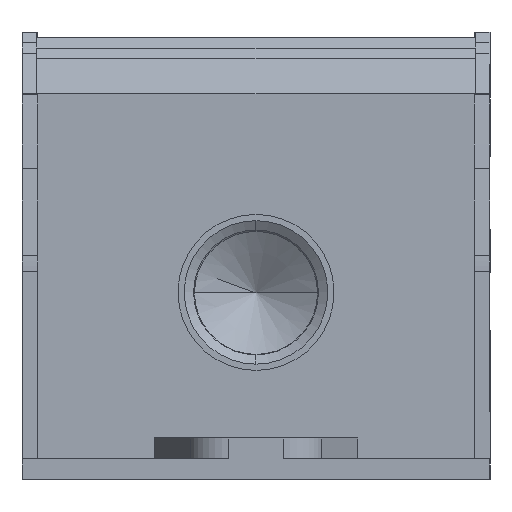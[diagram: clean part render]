
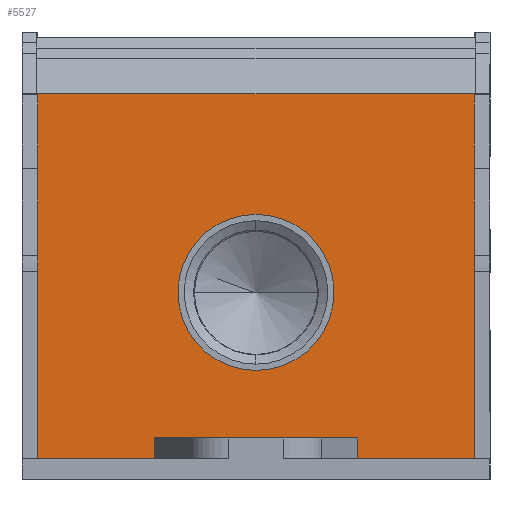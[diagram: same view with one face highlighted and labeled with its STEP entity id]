
A CAD part, left-side view. The second image highlights one B-rep face of the part: STEP entity #5527.
In plain terms, the highlighted planar face has unit normal (-1, 0, 0).
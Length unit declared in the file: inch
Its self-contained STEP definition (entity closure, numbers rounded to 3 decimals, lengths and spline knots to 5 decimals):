
#65 = VECTOR ( 'NONE', #2794, 39.37008 ) ;
#138 = CARTESIAN_POINT ( 'NONE',  ( -1.93898, 0.59055, 0.70866 ) ) ;
#327 = CARTESIAN_POINT ( 'NONE',  ( -1.93898, 0.05906, 0.07874 ) ) ;
#369 = ORIENTED_EDGE ( 'NONE', *, *, #2999, .F. ) ;
#390 = EDGE_CURVE ( 'NONE', #7685, #6734, #1156, .T. ) ;
#434 = LINE ( 'NONE', #656, #7953 ) ;
#459 = EDGE_CURVE ( 'NONE', #10790, #2248, #3529, .T. ) ;
#630 = VERTEX_POINT ( 'NONE', #2333 ) ;
#656 = CARTESIAN_POINT ( 'NONE',  ( -1.93898, 0.05512, 0. ) ) ;
#820 = DIRECTION ( 'NONE',  ( -1., 0., 0. ) ) ;
#826 = CARTESIAN_POINT ( 'NONE',  ( -1.93898, 1.7126, 0.07874 ) ) ;
#987 = CARTESIAN_POINT ( 'NONE',  ( -1.93898, 1.71654, 1.44902 ) ) ;
#1055 = LINE ( 'NONE', #8964, #3219 ) ;
#1105 = AXIS2_PLACEMENT_3D ( 'NONE', #6619, #4811, #2230 ) ;
#1148 = VERTEX_POINT ( 'NONE', #4335 ) ;
#1156 = LINE ( 'NONE', #8890, #5646 ) ;
#1229 = DIRECTION ( 'NONE',  ( 0., 0., -1. ) ) ;
#1247 = VECTOR ( 'NONE', #5904, 39.37008 ) ;
#1394 = EDGE_CURVE ( 'NONE', #6214, #7685, #1558, .T. ) ;
#1426 = EDGE_CURVE ( 'NONE', #9176, #630, #434, .T. ) ;
#1558 = LINE ( 'NONE', #4943, #7597 ) ;
#1634 = ORIENTED_EDGE ( 'NONE', *, *, #459, .F. ) ;
#1659 = CARTESIAN_POINT ( 'NONE',  ( -1.93898, 1.7126, 0. ) ) ;
#1825 = AXIS2_PLACEMENT_3D ( 'NONE', #9969, #2807, #5721 ) ;
#1836 = EDGE_CURVE ( 'NONE', #3908, #2827, #5811, .T. ) ;
#1841 = CARTESIAN_POINT ( 'NONE',  ( -1.93898, 1.27165, 0.15748 ) ) ;
#2029 = CARTESIAN_POINT ( 'NONE',  ( -1.93898, 0.5, 0.15748 ) ) ;
#2230 = DIRECTION ( 'NONE',  ( 0., 1., 0. ) ) ;
#2246 = ORIENTED_EDGE ( 'NONE', *, *, #2600, .F. ) ;
#2248 = VERTEX_POINT ( 'NONE', #9278 ) ;
#2333 = CARTESIAN_POINT ( 'NONE',  ( -1.93898, 0.05512, 1.45669 ) ) ;
#2454 = DIRECTION ( 'NONE',  ( 0., 1., 0. ) ) ;
#2513 = LINE ( 'NONE', #10994, #4671 ) ;
#2600 = EDGE_CURVE ( 'NONE', #8418, #1148, #10674, .T. ) ;
#2794 = DIRECTION ( 'NONE',  ( 0., 0., 1. ) ) ;
#2807 = DIRECTION ( 'NONE',  ( -1., 0., 0. ) ) ;
#2827 = VERTEX_POINT ( 'NONE', #6983 ) ;
#2931 = DIRECTION ( 'NONE',  ( 0., 1., 0. ) ) ;
#2999 = EDGE_CURVE ( 'NONE', #2827, #3908, #7239, .T. ) ;
#3177 = FACE_BOUND ( 'NONE', #7177, .T. ) ;
#3203 = ORIENTED_EDGE ( 'NONE', *, *, #1426, .F. ) ;
#3219 = VECTOR ( 'NONE', #1229, 39.37008 ) ;
#3350 = CARTESIAN_POINT ( 'NONE',  ( -1.93898, 0.88583, 0.70866 ) ) ;
#3520 = EDGE_CURVE ( 'NONE', #7128, #8418, #1055, .T. ) ;
#3529 = LINE ( 'NONE', #987, #65 ) ;
#3652 = VECTOR ( 'NONE', #7033, 39.37008 ) ;
#3706 = EDGE_CURVE ( 'NONE', #630, #7128, #8612, .T. ) ;
#3781 = EDGE_CURVE ( 'NONE', #10790, #5920, #2513, .T. ) ;
#3908 = VERTEX_POINT ( 'NONE', #138 ) ;
#4205 = DIRECTION ( 'NONE',  ( 0., 0., 1. ) ) ;
#4335 = CARTESIAN_POINT ( 'NONE',  ( -1.93898, 0.5, 0.07874 ) ) ;
#4364 = AXIS2_PLACEMENT_3D ( 'NONE', #3350, #820, #8487 ) ;
#4574 = CARTESIAN_POINT ( 'NONE',  ( -1.93898, 0.82264, 0.07874 ) ) ;
#4671 = VECTOR ( 'NONE', #7662, 39.37008 ) ;
#4811 = DIRECTION ( 'NONE',  ( 1., 0., 0. ) ) ;
#4912 = ORIENTED_EDGE ( 'NONE', *, *, #7911, .F. ) ;
#4943 = CARTESIAN_POINT ( 'NONE',  ( -1.93898, 1.31024, 0.15748 ) ) ;
#5015 = EDGE_CURVE ( 'NONE', #2248, #9176, #9695, .T. ) ;
#5269 = DIRECTION ( 'NONE',  ( 0., 0., -1. ) ) ;
#5527 = ADVANCED_FACE ( 'NONE', ( #3177, #10026 ), #6574, .F. ) ;
#5646 = VECTOR ( 'NONE', #5269, 39.37008 ) ;
#5721 = DIRECTION ( 'NONE',  ( 0., 1., 0. ) ) ;
#5789 = CARTESIAN_POINT ( 'NONE',  ( -1.93898, 0.5, 0. ) ) ;
#5811 = CIRCLE ( 'NONE', #4364, 0.29528 ) ;
#5904 = DIRECTION ( 'NONE',  ( 0., 1., 0. ) ) ;
#5920 = VERTEX_POINT ( 'NONE', #10629 ) ;
#6193 = CARTESIAN_POINT ( 'NONE',  ( -1.93898, 0., 1.46063 ) ) ;
#6214 = VERTEX_POINT ( 'NONE', #2029 ) ;
#6346 = VECTOR ( 'NONE', #2931, 39.37008 ) ;
#6574 = PLANE ( 'NONE',  #1105 ) ;
#6619 = CARTESIAN_POINT ( 'NONE',  ( -1.93898, 0., 0. ) ) ;
#6734 = VERTEX_POINT ( 'NONE', #10247 ) ;
#6983 = CARTESIAN_POINT ( 'NONE',  ( -1.93898, 1.1811, 0.70866 ) ) ;
#7005 = ORIENTED_EDGE ( 'NONE', *, *, #1394, .F. ) ;
#7033 = DIRECTION ( 'NONE',  ( 0., -1., 0. ) ) ;
#7128 = VERTEX_POINT ( 'NONE', #8982 ) ;
#7174 = ORIENTED_EDGE ( 'NONE', *, *, #3781, .T. ) ;
#7177 = EDGE_LOOP ( 'NONE', ( #369, #8298 ) ) ;
#7239 = CIRCLE ( 'NONE', #1825, 0.29528 ) ;
#7347 = ORIENTED_EDGE ( 'NONE', *, *, #3706, .F. ) ;
#7519 = EDGE_LOOP ( 'NONE', ( #1634, #7174, #10238, #4912, #10296, #7005, #10998, #2246, #10230, #7347, #3203, #8346 ) ) ;
#7586 = LINE ( 'NONE', #10202, #8171 ) ;
#7597 = VECTOR ( 'NONE', #9182, 39.37008 ) ;
#7662 = DIRECTION ( 'NONE',  ( 0., -1., 0. ) ) ;
#7685 = VERTEX_POINT ( 'NONE', #1841 ) ;
#7911 = EDGE_CURVE ( 'NONE', #6734, #9151, #7586, .T. ) ;
#7953 = VECTOR ( 'NONE', #9133, 39.37008 ) ;
#8171 = VECTOR ( 'NONE', #2454, 39.37008 ) ;
#8298 = ORIENTED_EDGE ( 'NONE', *, *, #1836, .F. ) ;
#8346 = ORIENTED_EDGE ( 'NONE', *, *, #5015, .F. ) ;
#8418 = VERTEX_POINT ( 'NONE', #327 ) ;
#8487 = DIRECTION ( 'NONE',  ( 0., 1., 0. ) ) ;
#8507 = CARTESIAN_POINT ( 'NONE',  ( -1.93898, 0., 1.45669 ) ) ;
#8612 = LINE ( 'NONE', #8507, #1247 ) ;
#8829 = CARTESIAN_POINT ( 'NONE',  ( -1.93898, 0.05512, 1.46063 ) ) ;
#8890 = CARTESIAN_POINT ( 'NONE',  ( -1.93898, 1.27165, 0. ) ) ;
#8964 = CARTESIAN_POINT ( 'NONE',  ( -1.93898, 0.05906, 0. ) ) ;
#8982 = CARTESIAN_POINT ( 'NONE',  ( -1.93898, 0.05906, 1.45669 ) ) ;
#9033 = EDGE_CURVE ( 'NONE', #1148, #6214, #10936, .T. ) ;
#9133 = DIRECTION ( 'NONE',  ( 0., 0., -1. ) ) ;
#9151 = VERTEX_POINT ( 'NONE', #826 ) ;
#9176 = VERTEX_POINT ( 'NONE', #8829 ) ;
#9182 = DIRECTION ( 'NONE',  ( 0., 1., 0. ) ) ;
#9278 = CARTESIAN_POINT ( 'NONE',  ( -1.93898, 1.71654, 1.46063 ) ) ;
#9397 = VECTOR ( 'NONE', #4205, 39.37008 ) ;
#9407 = DIRECTION ( 'NONE',  ( 0., 0., 1. ) ) ;
#9695 = LINE ( 'NONE', #6193, #3652 ) ;
#9969 = CARTESIAN_POINT ( 'NONE',  ( -1.93898, 0.88583, 0.70866 ) ) ;
#10026 = FACE_OUTER_BOUND ( 'NONE', #7519, .T. ) ;
#10079 = LINE ( 'NONE', #1659, #9397 ) ;
#10193 = CARTESIAN_POINT ( 'NONE',  ( -1.93898, 1.71654, 1.45669 ) ) ;
#10202 = CARTESIAN_POINT ( 'NONE',  ( -1.93898, 1.81083, 0.07874 ) ) ;
#10230 = ORIENTED_EDGE ( 'NONE', *, *, #3520, .F. ) ;
#10238 = ORIENTED_EDGE ( 'NONE', *, *, #10751, .F. ) ;
#10247 = CARTESIAN_POINT ( 'NONE',  ( -1.93898, 1.27165, 0.07874 ) ) ;
#10261 = VECTOR ( 'NONE', #9407, 39.37008 ) ;
#10296 = ORIENTED_EDGE ( 'NONE', *, *, #390, .F. ) ;
#10629 = CARTESIAN_POINT ( 'NONE',  ( -1.93898, 1.7126, 1.45669 ) ) ;
#10674 = LINE ( 'NONE', #4574, #6346 ) ;
#10751 = EDGE_CURVE ( 'NONE', #9151, #5920, #10079, .T. ) ;
#10790 = VERTEX_POINT ( 'NONE', #10193 ) ;
#10936 = LINE ( 'NONE', #5789, #10261 ) ;
#10994 = CARTESIAN_POINT ( 'NONE',  ( -1.93898, -0.08858, 1.45669 ) ) ;
#10998 = ORIENTED_EDGE ( 'NONE', *, *, #9033, .F. ) ;
